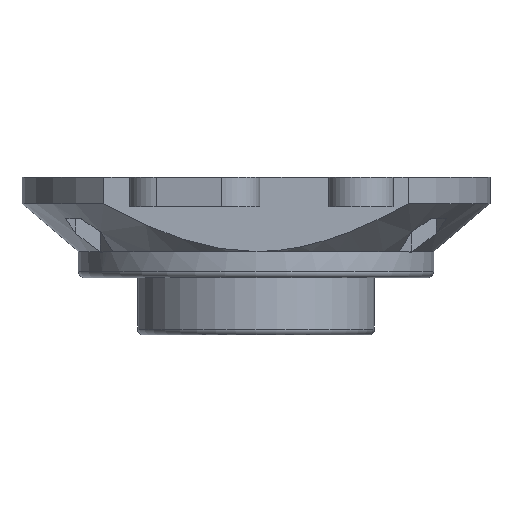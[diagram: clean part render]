
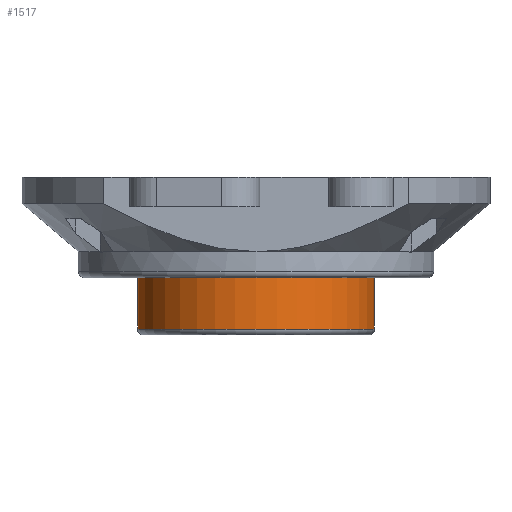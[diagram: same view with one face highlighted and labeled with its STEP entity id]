
A CAD part, front view. The second image highlights one B-rep face of the part: STEP entity #1517.
In plain terms, the highlighted cylindrical face has radius 20 mm (diameter 40 mm), a full revolution.
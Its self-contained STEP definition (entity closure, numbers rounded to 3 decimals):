
#194=LINE('',#2619,#306);
#306=VECTOR('',#2113,17.5);
#332=CYLINDRICAL_SURFACE('',#1687,20.);
#415=FACE_OUTER_BOUND('',#521,.T.);
#521=EDGE_LOOP('',(#1423,#1424,#1425,#1426));
#540=CIRCLE('',#1558,20.);
#595=CIRCLE('',#1685,20.);
#659=VERTEX_POINT('',#2232);
#769=VERTEX_POINT('',#2615);
#809=EDGE_CURVE('',#659,#659,#540,.T.);
#986=EDGE_CURVE('',#769,#769,#595,.T.);
#988=EDGE_CURVE('',#769,#659,#194,.T.);
#1423=ORIENTED_EDGE('',*,*,#986,.F.);
#1424=ORIENTED_EDGE('',*,*,#988,.T.);
#1425=ORIENTED_EDGE('',*,*,#809,.T.);
#1426=ORIENTED_EDGE('',*,*,#988,.F.);
#1517=ADVANCED_FACE('',(#415),#332,.T.);
#1558=AXIS2_PLACEMENT_3D('',#2233,#1743,#1744);
#1685=AXIS2_PLACEMENT_3D('',#2616,#2107,#2108);
#1687=AXIS2_PLACEMENT_3D('',#2618,#2111,#2112);
#1743=DIRECTION('center_axis',(0.,0.,-1.));
#1744=DIRECTION('ref_axis',(1.,0.,0.));
#2107=DIRECTION('center_axis',(0.,0.,-1.));
#2108=DIRECTION('ref_axis',(1.,0.,0.));
#2111=DIRECTION('center_axis',(0.,0.,-1.));
#2112=DIRECTION('ref_axis',(1.,0.,0.));
#2113=DIRECTION('',(0.,0.,1.));
#2232=CARTESIAN_POINT('',(-0.097,-30.,-12.));
#2233=CARTESIAN_POINT('Origin',(19.903,-30.,-12.));
#2615=CARTESIAN_POINT('',(-0.097,-30.,-20.65));
#2616=CARTESIAN_POINT('Origin',(19.903,-30.,-20.65));
#2618=CARTESIAN_POINT('Origin',(19.903,-30.,-1.75));
#2619=CARTESIAN_POINT('',(-0.097,-30.,-1.75));
